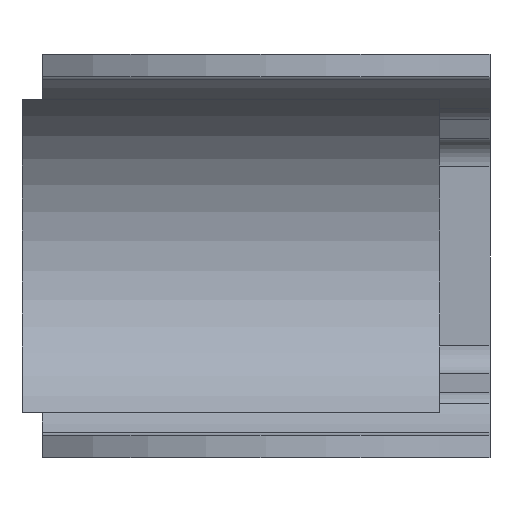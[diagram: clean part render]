
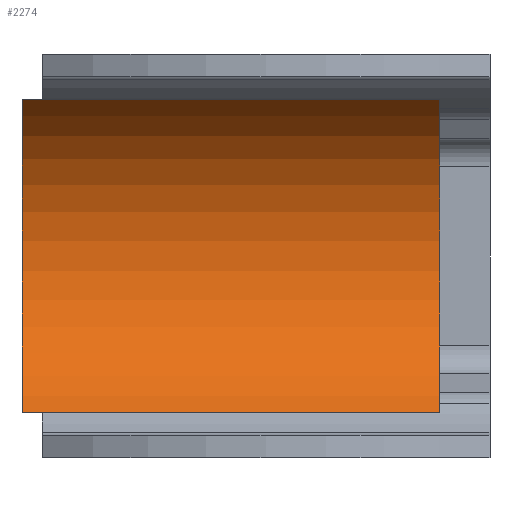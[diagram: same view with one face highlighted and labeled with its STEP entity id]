
A CAD part, front view. The second image highlights one B-rep face of the part: STEP entity #2274.
In plain terms, the highlighted cylindrical face has radius 12 mm (diameter 24 mm), a partial arc.
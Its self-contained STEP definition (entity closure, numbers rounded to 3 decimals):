
#2110=CARTESIAN_POINT('',(16.,-13.,-14.));
#2111=DIRECTION('',(0.,0.,-1.));
#2112=DIRECTION('',(-0.875,0.484,0.));
#2113=AXIS2_PLACEMENT_3D('',#2110,#2111,#2112);
#2128=DIRECTION('',(0.,0.,1.));
#2129=VECTOR('',#2128,28.);
#2130=CARTESIAN_POINT('',(5.5,-7.191,-14.));
#2131=LINE('',#2130,#2129);
#2158=DIRECTION('',(0.,0.,1.));
#2159=VECTOR('',#2158,28.);
#2160=CARTESIAN_POINT('',(26.5,-7.191,-14.));
#2161=LINE('',#2160,#2159);
#2162=CARTESIAN_POINT('',(16.,-13.,14.));
#2163=DIRECTION('',(0.,0.,-1.));
#2164=DIRECTION('',(-0.875,0.484,0.));
#2165=AXIS2_PLACEMENT_3D('',#2162,#2163,#2164);
#2212=CARTESIAN_POINT('',(5.5,-7.191,-14.));
#2213=CARTESIAN_POINT('',(26.5,-7.191,-14.));
#2214=VERTEX_POINT('',#2212);
#2215=VERTEX_POINT('',#2213);
#2220=CARTESIAN_POINT('',(5.5,-7.191,14.));
#2221=CARTESIAN_POINT('',(26.5,-7.191,14.));
#2222=VERTEX_POINT('',#2220);
#2223=VERTEX_POINT('',#2221);
#2260=CARTESIAN_POINT('',(16.,-13.,-14.));
#2261=DIRECTION('',(0.,0.,1.));
#2262=DIRECTION('',(1.,0.,0.));
#2263=AXIS2_PLACEMENT_3D('',#2260,#2261,#2262);
#2264=CYLINDRICAL_SURFACE('',#2263,12.);
#2265=ORIENTED_EDGE('',*,*,#2249,.F.);
#2267=ORIENTED_EDGE('',*,*,#2266,.T.);
#2269=ORIENTED_EDGE('',*,*,#2268,.T.);
#2271=ORIENTED_EDGE('',*,*,#2270,.F.);
#2272=EDGE_LOOP('',(#2265,#2267,#2269,#2271));
#2273=FACE_OUTER_BOUND('',#2272,.F.);
#2274=ADVANCED_FACE('',(#2273),#2264,.F.);
#2114=CIRCLE('',#2113,12.);
#2166=CIRCLE('',#2165,12.);
#2249=EDGE_CURVE('',#2214,#2215,#2114,.T.);
#2266=EDGE_CURVE('',#2214,#2222,#2131,.T.);
#2268=EDGE_CURVE('',#2222,#2223,#2166,.T.);
#2270=EDGE_CURVE('',#2215,#2223,#2161,.T.);
